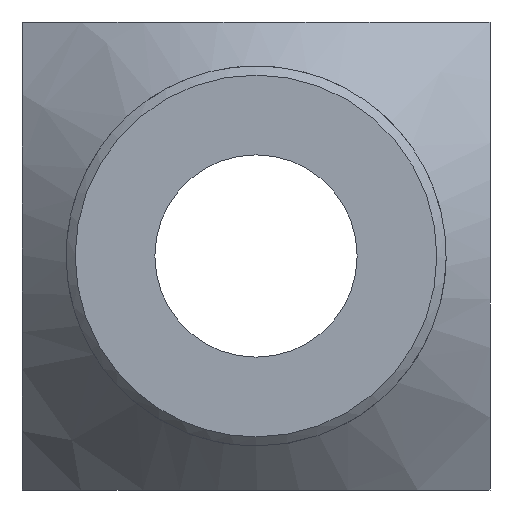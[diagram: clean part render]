
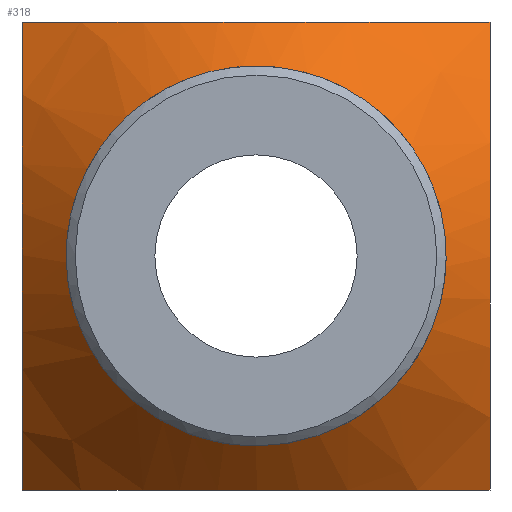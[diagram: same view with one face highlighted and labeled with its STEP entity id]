
A CAD part, front view. The second image highlights one B-rep face of the part: STEP entity #318.
In plain terms, the highlighted conical face has half-angle 45 degrees and reference radius 25.99 mm.
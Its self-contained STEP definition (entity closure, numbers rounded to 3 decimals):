
#20=CONICAL_SURFACE('',#358,25.99,0.785);
#22=B_SPLINE_CURVE_WITH_KNOTS('',3,(#470,#471,#472,#473,#474,#475,#476,
#477,#478,#479,#480),.UNSPECIFIED.,.F.,.F.,(4,1,1,1,1,1,1,1,4),(0.046,
0.05,0.055,0.059,0.064,
0.068,0.072,0.077,0.081),
 .UNSPECIFIED.);
#23=B_SPLINE_CURVE_WITH_KNOTS('',3,(#495,#496,#497,#498,#499,#500,#501,
#502,#503,#504,#505,#506),.UNSPECIFIED.,.F.,.F.,(4,1,1,1,1,1,1,1,1,4),(0.046,
0.05,0.055,0.059,0.061,
0.064,0.068,0.072,0.077,
0.081),.UNSPECIFIED.);
#24=B_SPLINE_CURVE_WITH_KNOTS('',3,(#523,#524,#525,#526,#527,#528,#529,
#530,#531,#532,#533,#534),.UNSPECIFIED.,.F.,.F.,(4,1,1,1,1,1,1,1,1,4),(0.046,
0.05,0.055,0.059,0.061,
0.064,0.068,0.072,0.077,
0.081),.UNSPECIFIED.);
#25=B_SPLINE_CURVE_WITH_KNOTS('',3,(#537,#538,#539,#540,#541,#542,#543,
#544,#545,#546,#547,#548),.UNSPECIFIED.,.F.,.F.,(4,1,1,1,1,1,1,1,1,4),(0.046,
0.05,0.055,0.059,0.061,
0.064,0.068,0.072,0.077,
0.081),.UNSPECIFIED.);
#44=CIRCLE('',#359,12.99);
#114=ORIENTED_EDGE('',*,*,#162,.F.);
#115=ORIENTED_EDGE('',*,*,#143,.T.);
#116=ORIENTED_EDGE('',*,*,#154,.T.);
#117=ORIENTED_EDGE('',*,*,#135,.T.);
#118=ORIENTED_EDGE('',*,*,#152,.F.);
#135=EDGE_CURVE('',#174,#175,#22,.T.);
#143=EDGE_CURVE('',#180,#181,#23,.T.);
#152=EDGE_CURVE('',#180,#175,#24,.T.);
#154=EDGE_CURVE('',#181,#174,#25,.T.);
#162=EDGE_CURVE('',#191,#191,#44,.T.);
#174=VERTEX_POINT('',#481);
#175=VERTEX_POINT('',#482);
#180=VERTEX_POINT('',#507);
#181=VERTEX_POINT('',#508);
#191=VERTEX_POINT('',#569);
#259=EDGE_LOOP('',(#114));
#260=EDGE_LOOP('',(#115,#116,#117,#118));
#289=FACE_BOUND('',#259,.T.);
#290=FACE_BOUND('',#260,.T.);
#318=ADVANCED_FACE('',(#289,#290),#20,.T.);
#358=AXIS2_PLACEMENT_3D('',#567,#434,#435);
#359=AXIS2_PLACEMENT_3D('',#568,#436,#437);
#434=DIRECTION('',(0.,1.,0.));
#435=DIRECTION('',(0.,0.,1.));
#436=DIRECTION('',(0.,-1.,0.));
#437=DIRECTION('',(0.,0.,-1.));
#470=CARTESIAN_POINT('',(-16.,33.644,0.));
#471=CARTESIAN_POINT('',(-16.,32.797,-1.199));
#472=CARTESIAN_POINT('',(-16.,31.158,-3.651));
#473=CARTESIAN_POINT('',(-16.,29.022,-7.502));
#474=CARTESIAN_POINT('',(-16.,27.426,-11.65));
#475=CARTESIAN_POINT('',(-16.,26.811,-16.045));
#476=CARTESIAN_POINT('',(-16.,27.45,-20.437));
#477=CARTESIAN_POINT('',(-16.,29.062,-24.576));
#478=CARTESIAN_POINT('',(-16.,31.179,-28.381));
#479=CARTESIAN_POINT('',(-16.,32.801,-30.807));
#480=CARTESIAN_POINT('',(-16.,33.644,-32.));
#481=CARTESIAN_POINT('',(-16.,33.644,0.));
#482=CARTESIAN_POINT('',(-16.,33.644,-32.));
#495=CARTESIAN_POINT('',(16.,33.63,-32.));
#496=CARTESIAN_POINT('',(16.,32.783,-30.801));
#497=CARTESIAN_POINT('',(16.,31.142,-28.348));
#498=CARTESIAN_POINT('',(16.,29.005,-24.501));
#499=CARTESIAN_POINT('',(16.,27.674,-21.032));
#500=CARTESIAN_POINT('',(16.,27.098,-18.168));
#501=CARTESIAN_POINT('',(16.,26.898,-15.211));
#502=CARTESIAN_POINT('',(16.,27.431,-11.566));
#503=CARTESIAN_POINT('',(16.,29.044,-7.423));
#504=CARTESIAN_POINT('',(16.,31.163,-3.62));
#505=CARTESIAN_POINT('',(16.,32.786,-1.194));
#506=CARTESIAN_POINT('',(16.,33.63,0.));
#507=CARTESIAN_POINT('',(16.,33.63,-32.));
#508=CARTESIAN_POINT('',(16.,33.63,0.));
#523=CARTESIAN_POINT('',(16.,33.63,-32.));
#524=CARTESIAN_POINT('',(14.801,32.783,-32.));
#525=CARTESIAN_POINT('',(12.348,31.143,-32.));
#526=CARTESIAN_POINT('',(8.5,29.008,-32.));
#527=CARTESIAN_POINT('',(5.031,27.68,-32.));
#528=CARTESIAN_POINT('',(2.165,27.106,-32.));
#529=CARTESIAN_POINT('',(-0.789,26.909,-32.));
#530=CARTESIAN_POINT('',(-4.436,27.444,-32.));
#531=CARTESIAN_POINT('',(-8.578,29.058,-32.));
#532=CARTESIAN_POINT('',(-12.381,31.178,-32.));
#533=CARTESIAN_POINT('',(-14.807,32.8,-32.));
#534=CARTESIAN_POINT('',(-16.,33.644,-32.));
#537=CARTESIAN_POINT('',(16.,33.63,0.));
#538=CARTESIAN_POINT('',(14.801,32.783,0.));
#539=CARTESIAN_POINT('',(12.348,31.143,0.));
#540=CARTESIAN_POINT('',(8.5,29.008,0.));
#541=CARTESIAN_POINT('',(5.031,27.68,0.));
#542=CARTESIAN_POINT('',(2.165,27.106,0.));
#543=CARTESIAN_POINT('',(-0.789,26.909,0.));
#544=CARTESIAN_POINT('',(-4.436,27.444,0.));
#545=CARTESIAN_POINT('',(-8.578,29.058,0.));
#546=CARTESIAN_POINT('',(-12.381,31.178,0.));
#547=CARTESIAN_POINT('',(-14.807,32.8,0.));
#548=CARTESIAN_POINT('',(-16.,33.644,0.));
#567=CARTESIAN_POINT('',(0.01,37.,-16.));
#568=CARTESIAN_POINT('',(0.01,24.,-16.));
#569=CARTESIAN_POINT('',(0.01,24.,-28.99));
